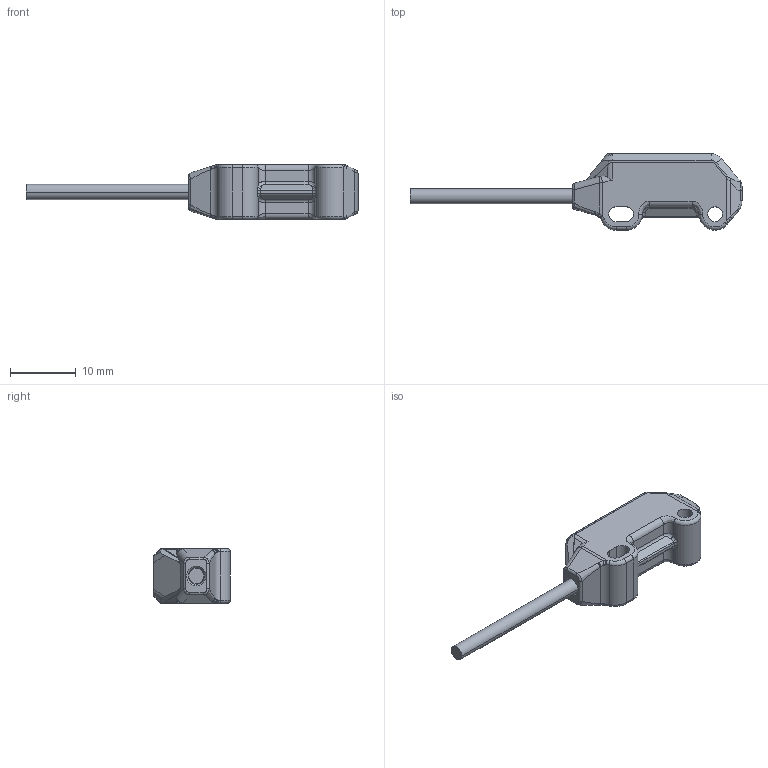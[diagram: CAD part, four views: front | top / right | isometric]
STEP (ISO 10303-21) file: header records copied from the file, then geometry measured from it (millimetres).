
FILE_DESCRIPTION((''),'2;1');
FILE_NAME('149854_SW','2010-05-07T',('banengservice'),('BANNER ENGINEERING'),'PRO/ENGINEER BY PARAMETRIC TECHNOLOGY CORPORATION, 2009141','PRO/ENGINEER BY PARAMETRIC TECHNOLOGY CORPORATION, 2009141','');
FILE_SCHEMA(('CONFIG_CONTROL_DESIGN'));
Length unit declared in the file: inch
Products named in the file (1): 149854_SW
Bounding box: 50.32 x 11.58 x 8.33 mm (x, y, z)
Volume: 709.3 mm3; surface area: 2201 mm2
Topology: 2 solids, 3 shells, 773 faces, 2031 edges, 1274 vertices
Faces by surface type: plane 279, cylinder 158, bspline 151, extrusion 123, cone 28, torus 22, revolution 8, sphere 4
Entity records: 31548 total; most frequent: CARTESIAN_POINT 13902, ORIENTED_EDGE 4042, DIRECTION 2915, EDGE_CURVE 2021, VERTEX_POINT 1274, VECTOR 1265, LINE 1142, AXIS2_PLACEMENT_3D 821
